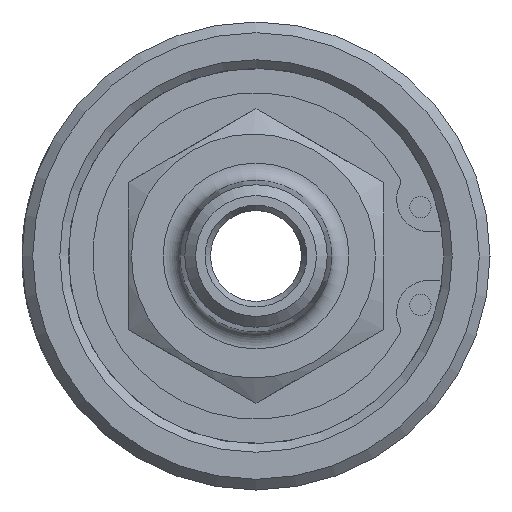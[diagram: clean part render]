
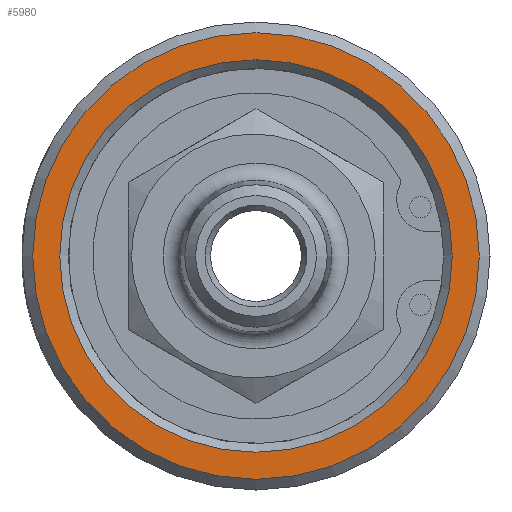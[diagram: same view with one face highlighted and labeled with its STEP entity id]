
A CAD part, left-side view. The second image highlights one B-rep face of the part: STEP entity #5980.
In plain terms, the highlighted planar face has unit normal (-1, 0, 0).
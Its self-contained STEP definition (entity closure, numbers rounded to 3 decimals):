
#1300=FACE_BOUND('',#1866,.T.);
#1361=PLANE('',#6434);
#1504=FACE_OUTER_BOUND('',#1865,.T.);
#1865=EDGE_LOOP('',(#4243));
#1866=EDGE_LOOP('',(#4244));
#2282=CIRCLE('',#6433,18.34);
#2283=CIRCLE('',#6435,20.87);
#2538=VERTEX_POINT('',#8378);
#2539=VERTEX_POINT('',#8382);
#3202=EDGE_CURVE('',#2538,#2538,#2282,.T.);
#3203=EDGE_CURVE('',#2539,#2539,#2283,.T.);
#4243=ORIENTED_EDGE('',*,*,#3203,.F.);
#4244=ORIENTED_EDGE('',*,*,#3202,.F.);
#5980=ADVANCED_FACE('',(#1504,#1300),#1361,.T.);
#6433=AXIS2_PLACEMENT_3D('',#8380,#7079,#7080);
#6434=AXIS2_PLACEMENT_3D('',#8381,#7081,#7082);
#6435=AXIS2_PLACEMENT_3D('',#8383,#7083,#7084);
#7079=DIRECTION('center_axis',(-1.,0.,0.));
#7080=DIRECTION('ref_axis',(0.,-1.,0.));
#7081=DIRECTION('center_axis',(-1.,0.,0.));
#7082=DIRECTION('ref_axis',(0.,0.,1.));
#7083=DIRECTION('center_axis',(1.,0.,0.));
#7084=DIRECTION('ref_axis',(0.,-1.,0.));
#8378=CARTESIAN_POINT('',(0.,18.34,0.));
#8380=CARTESIAN_POINT('Origin',(0.,0.,0.));
#8381=CARTESIAN_POINT('Origin',(0.,10.935,0.));
#8382=CARTESIAN_POINT('',(0.,20.87,0.));
#8383=CARTESIAN_POINT('Origin',(0.,0.,0.));
